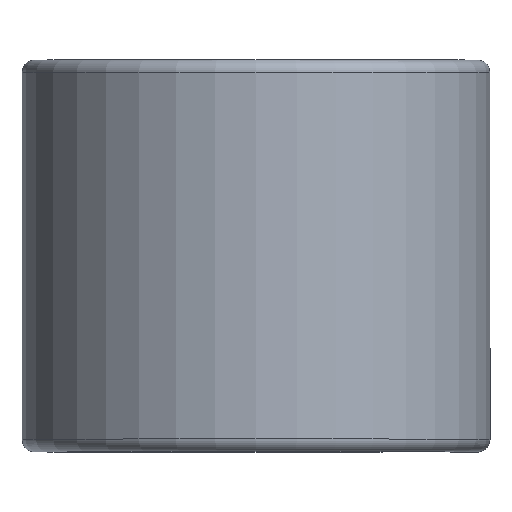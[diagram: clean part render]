
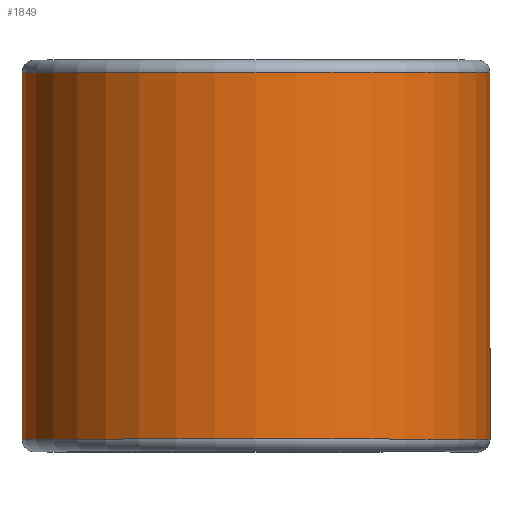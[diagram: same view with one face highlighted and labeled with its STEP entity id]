
A CAD part, top view. The second image highlights one B-rep face of the part: STEP entity #1849.
In plain terms, the highlighted cylindrical face has radius 14.224 mm (diameter 28.448 mm), a partial arc.
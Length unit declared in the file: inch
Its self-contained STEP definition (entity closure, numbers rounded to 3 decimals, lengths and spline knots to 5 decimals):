
#91 = CIRCLE ( 'NONE', #2349, 0.56 ) ;
#170 = CIRCLE ( 'NONE', #1947, 0.56 ) ;
#205 = VERTEX_POINT ( 'NONE', #2168 ) ;
#228 = ORIENTED_EDGE ( 'NONE', *, *, #459, .F. ) ;
#376 = DIRECTION ( 'NONE',  ( 0., -1., 0. ) ) ;
#409 = LINE ( 'NONE', #1468, #551 ) ;
#426 = DIRECTION ( 'NONE',  ( 0., -1., 0. ) ) ;
#434 = DIRECTION ( 'NONE',  ( 0., 0., -1. ) ) ;
#459 = EDGE_CURVE ( 'NONE', #1240, #205, #1170, .T. ) ;
#475 = EDGE_LOOP ( 'NONE', ( #660, #919, #228, #594 ) ) ;
#517 = FACE_OUTER_BOUND ( 'NONE', #475, .T. ) ;
#551 = VECTOR ( 'NONE', #747, 39.37008 ) ;
#594 = ORIENTED_EDGE ( 'NONE', *, *, #2345, .F. ) ;
#607 = CARTESIAN_POINT ( 'NONE',  ( 0., 0.4375, 0. ) ) ;
#660 = ORIENTED_EDGE ( 'NONE', *, *, #1945, .T. ) ;
#724 = VECTOR ( 'NONE', #1648, 39.37008 ) ;
#747 = DIRECTION ( 'NONE',  ( 0., 1., 0. ) ) ;
#801 = DIRECTION ( 'NONE',  ( 0., -1., 0. ) ) ;
#919 = ORIENTED_EDGE ( 'NONE', *, *, #1247, .T. ) ;
#979 = CARTESIAN_POINT ( 'NONE',  ( 0., -0.43875, -0.56 ) ) ;
#1056 = VERTEX_POINT ( 'NONE', #1290 ) ;
#1148 = AXIS2_PLACEMENT_3D ( 'NONE', #607, #801, #434 ) ;
#1170 = LINE ( 'NONE', #1641, #724 ) ;
#1240 = VERTEX_POINT ( 'NONE', #979 ) ;
#1247 = EDGE_CURVE ( 'NONE', #2244, #205, #170, .T. ) ;
#1290 = CARTESIAN_POINT ( 'NONE',  ( 0.56, -0.43875, 0. ) ) ;
#1468 = CARTESIAN_POINT ( 'NONE',  ( 0.56, 0.43875, 0. ) ) ;
#1473 = CARTESIAN_POINT ( 'NONE',  ( 0., -0.43875, 0. ) ) ;
#1490 = CYLINDRICAL_SURFACE ( 'NONE', #1148, 0.56 ) ;
#1512 = CARTESIAN_POINT ( 'NONE',  ( 0., 0.43875, 0. ) ) ;
#1641 = CARTESIAN_POINT ( 'NONE',  ( 0., 0.43875, -0.56 ) ) ;
#1642 = DIRECTION ( 'NONE',  ( 0., 0., -1. ) ) ;
#1648 = DIRECTION ( 'NONE',  ( 0., 1., 0. ) ) ;
#1692 = DIRECTION ( 'NONE',  ( 0., 0., -1. ) ) ;
#1849 = ADVANCED_FACE ( 'NONE', ( #517 ), #1490, .T. ) ;
#1894 = CARTESIAN_POINT ( 'NONE',  ( 0.56, 0.43875, 0. ) ) ;
#1945 = EDGE_CURVE ( 'NONE', #1056, #2244, #409, .T. ) ;
#1947 = AXIS2_PLACEMENT_3D ( 'NONE', #1512, #426, #1692 ) ;
#2168 = CARTESIAN_POINT ( 'NONE',  ( 0., 0.43875, -0.56 ) ) ;
#2244 = VERTEX_POINT ( 'NONE', #1894 ) ;
#2345 = EDGE_CURVE ( 'NONE', #1056, #1240, #91, .T. ) ;
#2349 = AXIS2_PLACEMENT_3D ( 'NONE', #1473, #376, #1642 ) ;
